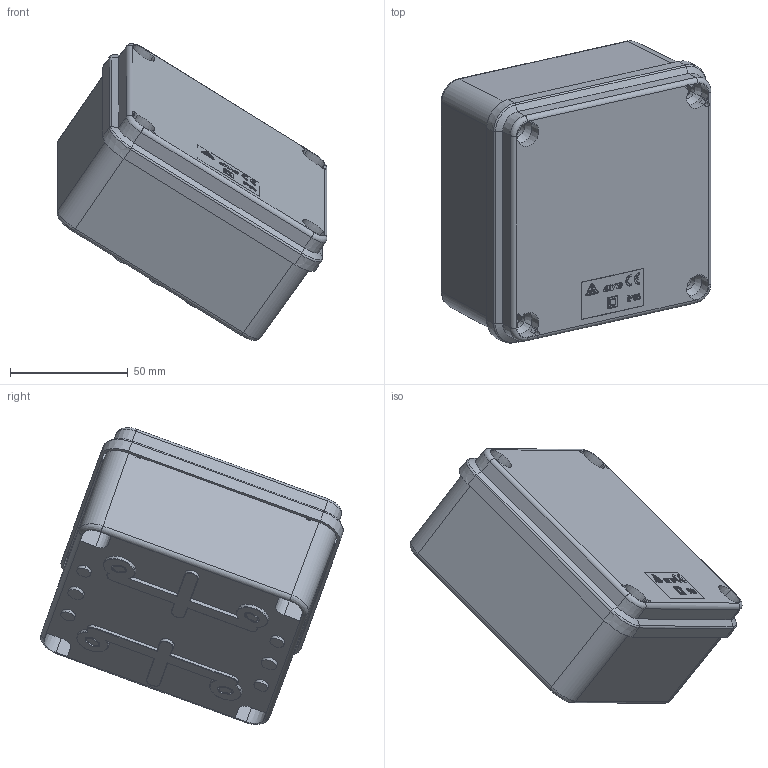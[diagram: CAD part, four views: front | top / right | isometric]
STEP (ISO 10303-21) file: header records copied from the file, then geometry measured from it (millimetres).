
FILE_DESCRIPTION(('CATIA V5 STEP Exchange'),'2;1');
FILE_NAME('SDL1004.stp','2023-09-27T06:41:11+00:00',('none'),('none'),'CATIA Version 5-6 Release 2016 SP6','CATIA V5 STEP AP203','none');
FILE_SCHEMA(('CONFIG_CONTROL_DESIGN'));
Length unit declared in the file: millimetre
Products named in the file (1): SDL1004
Assembly tree (3 placements, depth 2):
  SDL1004
    #57
    #18036
    #33014
Bounding box: 114.58 x 128.42 x 125.97 mm (x, y, z)
Volume: 113999.9 mm3; surface area: 109699.5 mm2
Topology: 19 solids, 19 shells, 1034 faces, 2694 edges, 1721 vertices
Faces by surface type: plane 547, cylinder 195, cone 156, bspline 60, torus 48, extrusion 20, sphere 8
Entity records: 32985 total; most frequent: CARTESIAN_POINT 9829, ORIENTED_EDGE 5362, DIRECTION 3654, EDGE_CURVE 2681, VERTEX_POINT 1710, VECTOR 1634, LINE 1614, AXIS2_PLACEMENT_3D 1308
